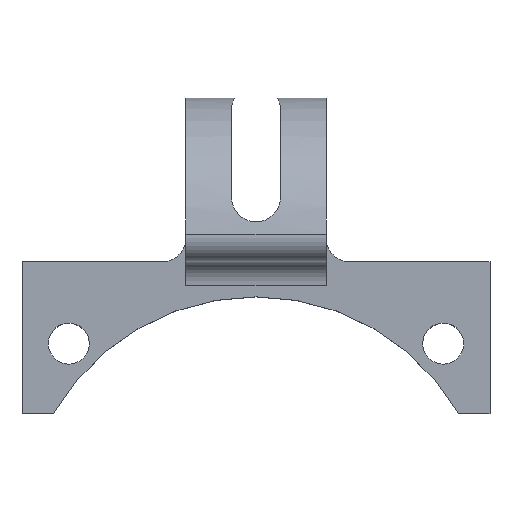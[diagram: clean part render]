
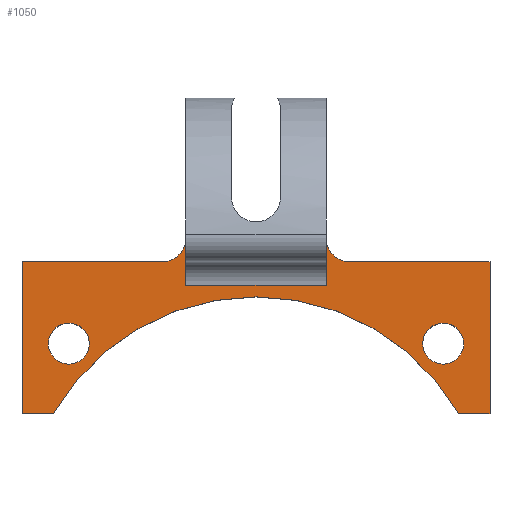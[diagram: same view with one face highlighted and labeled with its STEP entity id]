
A CAD part, top view. The second image highlights one B-rep face of the part: STEP entity #1050.
In plain terms, the highlighted planar face has unit normal (0, 0, 1).
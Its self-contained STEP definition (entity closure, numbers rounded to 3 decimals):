
#166=CARTESIAN_POINT('Vertex',(0.,43.,4.)) ;
#180=CARTESIAN_POINT('Vertex',(0.,30.,4.)) ;
#183=CARTESIAN_POINT('Line Origine',(0.,36.5,4.)) ;
#211=CARTESIAN_POINT('Vertex',(2.679,30.,4.)) ;
#214=CARTESIAN_POINT('Line Origine',(1.34,30.,4.)) ;
#242=CARTESIAN_POINT('Vertex',(37.321,30.,4.)) ;
#245=CARTESIAN_POINT('Axis2P3D Location',(20.,20.,4.)) ;
#268=CARTESIAN_POINT('Vertex',(40.,30.,4.)) ;
#271=CARTESIAN_POINT('Line Origine',(38.66,30.,4.)) ;
#299=CARTESIAN_POINT('Vertex',(40.,43.,4.)) ;
#302=CARTESIAN_POINT('Line Origine',(40.,36.5,4.)) ;
#319=CARTESIAN_POINT('Axis2P3D Location',(36.,36.,4.)) ;
#323=CARTESIAN_POINT('Vertex',(37.75,36.,4.)) ;
#325=CARTESIAN_POINT('Vertex',(34.25,36.,4.)) ;
#354=CARTESIAN_POINT('Axis2P3D Location',(36.,36.,4.)) ;
#376=CARTESIAN_POINT('Axis2P3D Location',(4.,36.,4.)) ;
#380=CARTESIAN_POINT('Vertex',(5.75,36.,4.)) ;
#382=CARTESIAN_POINT('Vertex',(2.25,36.,4.)) ;
#411=CARTESIAN_POINT('Axis2P3D Location',(4.,36.,4.)) ;
#478=CARTESIAN_POINT('Line Origine',(34.,43.,4.)) ;
#482=CARTESIAN_POINT('Vertex',(28.,43.,4.)) ;
#513=CARTESIAN_POINT('Vertex',(26.,45.,4.)) ;
#518=CARTESIAN_POINT('Axis2P3D Location',(28.,45.,4.)) ;
#596=CARTESIAN_POINT('Line Origine',(6.,43.,4.)) ;
#600=CARTESIAN_POINT('Vertex',(12.,43.,4.)) ;
#620=CARTESIAN_POINT('Axis2P3D Location',(12.,45.,4.)) ;
#624=CARTESIAN_POINT('Vertex',(14.,45.,4.)) ;
#947=CARTESIAN_POINT('Line Origine',(14.,43.,4.)) ;
#951=CARTESIAN_POINT('Vertex',(14.,41.,4.)) ;
#996=CARTESIAN_POINT('Vertex',(26.,41.,4.)) ;
#999=CARTESIAN_POINT('Line Origine',(26.,43.,4.)) ;
#1018=CARTESIAN_POINT('Axis2P3D Location',(0.,0.,4.)) ;
#1023=CARTESIAN_POINT('Line Origine',(20.,41.,4.)) ;
#184=DIRECTION('Vector Direction',(0.,-1.,0.)) ;
#215=DIRECTION('Vector Direction',(1.,0.,0.)) ;
#246=DIRECTION('Axis2P3D Direction',(0.,0.,1.)) ;
#272=DIRECTION('Vector Direction',(1.,0.,0.)) ;
#303=DIRECTION('Vector Direction',(0.,1.,0.)) ;
#320=DIRECTION('Axis2P3D Direction',(0.,0.,1.)) ;
#355=DIRECTION('Axis2P3D Direction',(0.,0.,1.)) ;
#377=DIRECTION('Axis2P3D Direction',(0.,0.,1.)) ;
#412=DIRECTION('Axis2P3D Direction',(0.,0.,1.)) ;
#479=DIRECTION('Vector Direction',(-1.,0.,0.)) ;
#519=DIRECTION('Axis2P3D Direction',(0.,0.,1.)) ;
#597=DIRECTION('Vector Direction',(-1.,0.,0.)) ;
#621=DIRECTION('Axis2P3D Direction',(0.,0.,1.)) ;
#948=DIRECTION('Vector Direction',(0.,-1.,0.)) ;
#1000=DIRECTION('Vector Direction',(0.,-1.,0.)) ;
#1019=DIRECTION('Axis2P3D Direction',(0.,0.,1.)) ;
#1020=DIRECTION('Axis2P3D XDirection',(1.,0.,0.)) ;
#1024=DIRECTION('Vector Direction',(-1.,0.,0.)) ;
#247=AXIS2_PLACEMENT_3D('Circle Axis2P3D',#245,#246,$) ;
#321=AXIS2_PLACEMENT_3D('Circle Axis2P3D',#319,#320,$) ;
#356=AXIS2_PLACEMENT_3D('Circle Axis2P3D',#354,#355,$) ;
#378=AXIS2_PLACEMENT_3D('Circle Axis2P3D',#376,#377,$) ;
#413=AXIS2_PLACEMENT_3D('Circle Axis2P3D',#411,#412,$) ;
#520=AXIS2_PLACEMENT_3D('Circle Axis2P3D',#518,#519,$) ;
#622=AXIS2_PLACEMENT_3D('Circle Axis2P3D',#620,#621,$) ;
#1021=AXIS2_PLACEMENT_3D('Plane Axis2P3D',#1018,#1019,#1020) ;
#1029=ORIENTED_EDGE('',*,*,#953,.T.) ;
#1030=ORIENTED_EDGE('',*,*,#626,.T.) ;
#1031=ORIENTED_EDGE('',*,*,#602,.T.) ;
#1032=ORIENTED_EDGE('',*,*,#187,.T.) ;
#1033=ORIENTED_EDGE('',*,*,#218,.T.) ;
#1034=ORIENTED_EDGE('',*,*,#249,.T.) ;
#1035=ORIENTED_EDGE('',*,*,#275,.T.) ;
#1036=ORIENTED_EDGE('',*,*,#306,.T.) ;
#1037=ORIENTED_EDGE('',*,*,#484,.T.) ;
#1038=ORIENTED_EDGE('',*,*,#522,.T.) ;
#1039=ORIENTED_EDGE('',*,*,#1003,.T.) ;
#1040=ORIENTED_EDGE('',*,*,#1027,.F.) ;
#1043=ORIENTED_EDGE('',*,*,#415,.F.) ;
#1044=ORIENTED_EDGE('',*,*,#384,.F.) ;
#1047=ORIENTED_EDGE('',*,*,#327,.F.) ;
#1048=ORIENTED_EDGE('',*,*,#358,.F.) ;
#1045=FACE_BOUND('',#1042,.T.) ;
#1049=FACE_BOUND('',#1046,.T.) ;
#185=VECTOR('Line Direction',#184,1.) ;
#216=VECTOR('Line Direction',#215,1.) ;
#273=VECTOR('Line Direction',#272,1.) ;
#304=VECTOR('Line Direction',#303,1.) ;
#480=VECTOR('Line Direction',#479,1.) ;
#598=VECTOR('Line Direction',#597,1.) ;
#949=VECTOR('Line Direction',#948,1.) ;
#1001=VECTOR('Line Direction',#1000,1.) ;
#1025=VECTOR('Line Direction',#1024,1.) ;
#1050=ADVANCED_FACE('PartBody',(#1041,#1045,#1049),#1022,.T.) ;
#248=CIRCLE('generated circle',#247,20.) ;
#322=CIRCLE('generated circle',#321,1.75) ;
#357=CIRCLE('generated circle',#356,1.75) ;
#379=CIRCLE('generated circle',#378,1.75) ;
#414=CIRCLE('generated circle',#413,1.75) ;
#521=CIRCLE('generated circle',#520,2.) ;
#623=CIRCLE('generated circle',#622,2.) ;
#187=EDGE_CURVE('',#167,#181,#186,.T.) ;
#218=EDGE_CURVE('',#181,#212,#217,.T.) ;
#249=EDGE_CURVE('',#212,#243,#248,.F.) ;
#275=EDGE_CURVE('',#243,#269,#274,.T.) ;
#306=EDGE_CURVE('',#269,#300,#305,.T.) ;
#327=EDGE_CURVE('',#324,#326,#322,.T.) ;
#358=EDGE_CURVE('',#326,#324,#357,.T.) ;
#384=EDGE_CURVE('',#381,#383,#379,.T.) ;
#415=EDGE_CURVE('',#383,#381,#414,.T.) ;
#484=EDGE_CURVE('',#300,#483,#481,.T.) ;
#522=EDGE_CURVE('',#483,#514,#521,.F.) ;
#602=EDGE_CURVE('',#601,#167,#599,.T.) ;
#626=EDGE_CURVE('',#625,#601,#623,.F.) ;
#953=EDGE_CURVE('',#952,#625,#950,.F.) ;
#1003=EDGE_CURVE('',#514,#997,#1002,.T.) ;
#1027=EDGE_CURVE('',#952,#997,#1026,.F.) ;
#1028=EDGE_LOOP('',(#1029,#1030,#1031,#1032,#1033,#1034,#1035,#1036,#1037,#1038,#1039,#1040)) ;
#1042=EDGE_LOOP('',(#1043,#1044)) ;
#1046=EDGE_LOOP('',(#1047,#1048)) ;
#1041=FACE_OUTER_BOUND('',#1028,.T.) ;
#186=LINE('Line',#183,#185) ;
#217=LINE('Line',#214,#216) ;
#274=LINE('Line',#271,#273) ;
#305=LINE('Line',#302,#304) ;
#481=LINE('Line',#478,#480) ;
#599=LINE('Line',#596,#598) ;
#950=LINE('Line',#947,#949) ;
#1002=LINE('Line',#999,#1001) ;
#1026=LINE('Line',#1023,#1025) ;
#1022=PLANE('Plane',#1021) ;
#167=VERTEX_POINT('',#166) ;
#181=VERTEX_POINT('',#180) ;
#212=VERTEX_POINT('',#211) ;
#243=VERTEX_POINT('',#242) ;
#269=VERTEX_POINT('',#268) ;
#300=VERTEX_POINT('',#299) ;
#324=VERTEX_POINT('',#323) ;
#326=VERTEX_POINT('',#325) ;
#381=VERTEX_POINT('',#380) ;
#383=VERTEX_POINT('',#382) ;
#483=VERTEX_POINT('',#482) ;
#514=VERTEX_POINT('',#513) ;
#601=VERTEX_POINT('',#600) ;
#625=VERTEX_POINT('',#624) ;
#952=VERTEX_POINT('',#951) ;
#997=VERTEX_POINT('',#996) ;
